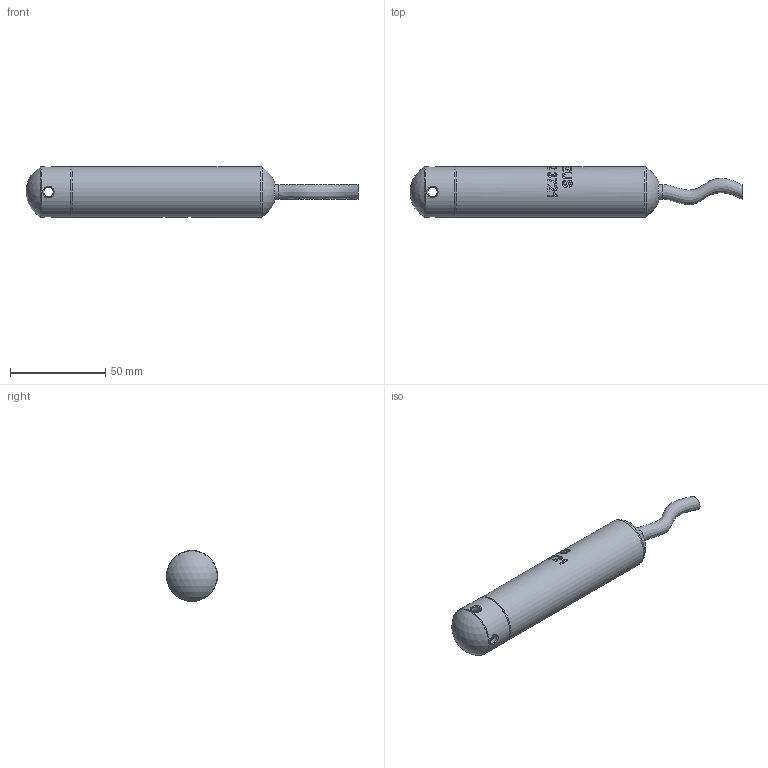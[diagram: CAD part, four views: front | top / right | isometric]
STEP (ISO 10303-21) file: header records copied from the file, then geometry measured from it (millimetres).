
FILE_DESCRIPTION(/* description */ (''),/* implementation_level */ '2;1');
FILE_NAME(/* name */ 'ALZ3721_longer.step',/* time_stamp */ '2021-07-26T09:46:29+03:00',/* author */ (''),/* organization */ (''),/* preprocessor_version */ 'ST-DEVELOPER v18.1',/* originating_system */ 'Autodesk Translation Framework v10.9.0.1377',/* authorisation */ '');
FILE_SCHEMA (('AUTOMOTIVE_DESIGN { 1 0 10303 214 3 1 1 }'));
Length unit declared in the file: millimetre
Products named in the file (3): (Unsaved); ALZ 3721 long; Cover (1)
Assembly tree (2 placements, depth 2):
  (Unsaved)
    ALZ 3721 long
    Cover (1)
Bounding box: 174.2 x 26.7 x 26.7 mm (x, y, z)
Volume: 67370.3 mm3; surface area: 15451.9 mm2
Topology: 3 solids, 4 shells, 283 faces, 755 edges, 503 vertices
Faces by surface type: bspline 205, cylinder 33, plane 28, torus 12, cone 3, sphere 2
Full cylindrical faces by diameter (mm): 7.6 x2, 18.5 x2, 21.6 x1, 25.25 x1, 25.45 x1, 25.65 x2, 26.5 x1, 26.7 x1
Entity records: 15288 total; most frequent: CARTESIAN_POINT 9161, ORIENTED_EDGE 1510, DIRECTION 766, EDGE_CURVE 755, VERTEX_POINT 503, EDGE_LOOP 316, LINE 314, VECTOR 314
